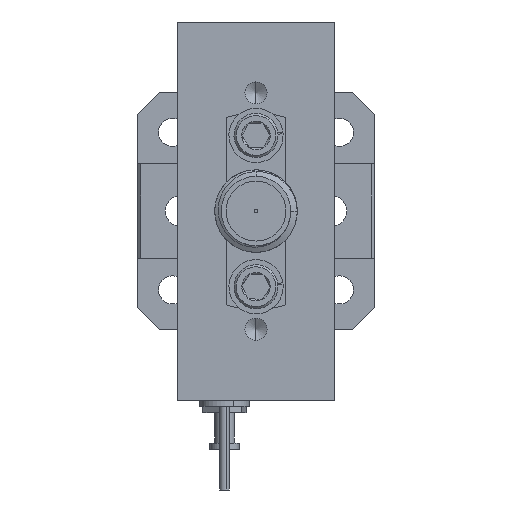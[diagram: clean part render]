
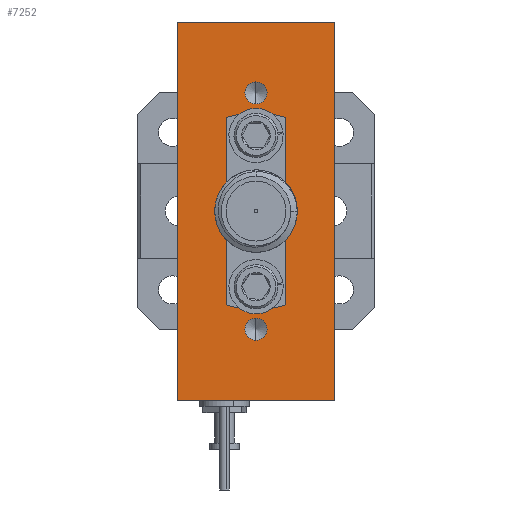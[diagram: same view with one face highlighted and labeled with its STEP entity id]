
A CAD part, left-side view. The second image highlights one B-rep face of the part: STEP entity #7252.
In plain terms, the highlighted planar face has unit normal (-1, 0, 0).
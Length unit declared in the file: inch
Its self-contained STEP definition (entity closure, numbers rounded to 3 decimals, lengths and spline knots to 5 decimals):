
#283 = EDGE_LOOP ( 'NONE', ( #15494, #16372 ) ) ;
#345 = VECTOR ( 'NONE', #11752, 39.37008 ) ;
#423 = EDGE_CURVE ( 'NONE', #5861, #433, #13197, .T. ) ;
#433 = VERTEX_POINT ( 'NONE', #6361 ) ;
#571 = CARTESIAN_POINT ( 'NONE',  ( -0.6, 0.5, -0.6 ) ) ;
#738 = DIRECTION ( 'NONE',  ( 0., 0., 1. ) ) ;
#871 = DIRECTION ( 'NONE',  ( 0., 0., 1. ) ) ;
#967 = VERTEX_POINT ( 'NONE', #10022 ) ;
#1127 = EDGE_LOOP ( 'NONE', ( #13392, #3295 ) ) ;
#1171 = CARTESIAN_POINT ( 'NONE',  ( -0.6, 0.25, 0.205 ) ) ;
#1631 = CARTESIAN_POINT ( 'NONE',  ( -0.6, 0.25, -0.275 ) ) ;
#1664 = CARTESIAN_POINT ( 'NONE',  ( -0.6, 0.25, -0.014 ) ) ;
#1792 = CARTESIAN_POINT ( 'NONE',  ( -0.6, 0.25, -0.41 ) ) ;
#1923 = DIRECTION ( 'NONE',  ( -1., 0., 0. ) ) ;
#2103 = CARTESIAN_POINT ( 'NONE',  ( -0.6, 0.25, -0.24 ) ) ;
#2194 = DIRECTION ( 'NONE',  ( 0., 0., 1. ) ) ;
#2292 = DIRECTION ( 'NONE',  ( -1., 0., 0. ) ) ;
#2397 = CARTESIAN_POINT ( 'NONE',  ( -0.6, 0.25, 0.24 ) ) ;
#2588 = CIRCLE ( 'NONE', #11563, 0.035 ) ;
#2594 = EDGE_CURVE ( 'NONE', #3458, #15423, #2588, .T. ) ;
#2727 = DIRECTION ( 'NONE',  ( -1., 0., 0. ) ) ;
#2845 = CARTESIAN_POINT ( 'NONE',  ( -0.6, 0.25, 0. ) ) ;
#2929 = CARTESIAN_POINT ( 'NONE',  ( -0.6, 0.5, 0.6 ) ) ;
#3051 = DIRECTION ( 'NONE',  ( 0., 0., 1. ) ) ;
#3193 = ORIENTED_EDGE ( 'NONE', *, *, #11031, .T. ) ;
#3295 = ORIENTED_EDGE ( 'NONE', *, *, #423, .F. ) ;
#3301 = AXIS2_PLACEMENT_3D ( 'NONE', #13071, #13259, #738 ) ;
#3342 = ORIENTED_EDGE ( 'NONE', *, *, #5456, .F. ) ;
#3395 = EDGE_CURVE ( 'NONE', #12858, #8085, #14610, .T. ) ;
#3458 = VERTEX_POINT ( 'NONE', #1171 ) ;
#3542 = AXIS2_PLACEMENT_3D ( 'NONE', #2397, #7915, #5625 ) ;
#3744 = CARTESIAN_POINT ( 'NONE',  ( -0.6, 0.25, -0.205 ) ) ;
#4022 = AXIS2_PLACEMENT_3D ( 'NONE', #10411, #11993, #2194 ) ;
#4409 = CIRCLE ( 'NONE', #16901, 0.035 ) ;
#4416 = ORIENTED_EDGE ( 'NONE', *, *, #10688, .T. ) ;
#4484 = DIRECTION ( 'NONE',  ( 0., 0., 1. ) ) ;
#4841 = EDGE_CURVE ( 'NONE', #15423, #3458, #5289, .T. ) ;
#5106 = ORIENTED_EDGE ( 'NONE', *, *, #14547, .F. ) ;
#5260 = DIRECTION ( 'NONE',  ( 1., 0., 0. ) ) ;
#5289 = CIRCLE ( 'NONE', #3542, 0.035 ) ;
#5313 = CARTESIAN_POINT ( 'NONE',  ( -0.6, 0.25, 0.34 ) ) ;
#5456 = EDGE_CURVE ( 'NONE', #10038, #15262, #4409, .T. ) ;
#5476 = DIRECTION ( 'NONE',  ( 0., 0., 1. ) ) ;
#5512 = AXIS2_PLACEMENT_3D ( 'NONE', #10677, #5260, #14834 ) ;
#5576 = CIRCLE ( 'NONE', #8191, 0.014 ) ;
#5625 = DIRECTION ( 'NONE',  ( 0., 0., 1. ) ) ;
#5814 = DIRECTION ( 'NONE',  ( 0., -1., 0. ) ) ;
#5861 = VERTEX_POINT ( 'NONE', #5313 ) ;
#6002 = CIRCLE ( 'NONE', #15551, 0.014 ) ;
#6242 = DIRECTION ( 'NONE',  ( -1., 0., 0. ) ) ;
#6361 = CARTESIAN_POINT ( 'NONE',  ( -0.6, 0.25, 0.41 ) ) ;
#6474 = VERTEX_POINT ( 'NONE', #10193 ) ;
#6478 = CARTESIAN_POINT ( 'NONE',  ( -0.6, 0.25, 0.375 ) ) ;
#7101 = ORIENTED_EDGE ( 'NONE', *, *, #14523, .F. ) ;
#7252 = ADVANCED_FACE ( 'NONE', ( #10548, #15505, #15709, #10116, #16147, #11872 ), #9252, .F. ) ;
#7598 = EDGE_CURVE ( 'NONE', #8022, #8356, #5576, .T. ) ;
#7658 = CARTESIAN_POINT ( 'NONE',  ( -0.6, 0.25, -0.24 ) ) ;
#7915 = DIRECTION ( 'NONE',  ( -1., 0., 0. ) ) ;
#8022 = VERTEX_POINT ( 'NONE', #13003 ) ;
#8085 = VERTEX_POINT ( 'NONE', #10386 ) ;
#8109 = ORIENTED_EDGE ( 'NONE', *, *, #9334, .F. ) ;
#8191 = AXIS2_PLACEMENT_3D ( 'NONE', #2845, #2727, #5476 ) ;
#8229 = EDGE_LOOP ( 'NONE', ( #3193, #5106, #7101, #4416 ) ) ;
#8356 = VERTEX_POINT ( 'NONE', #1664 ) ;
#8480 = EDGE_CURVE ( 'NONE', #8356, #8022, #6002, .T. ) ;
#8517 = CARTESIAN_POINT ( 'NONE',  ( -0.6, 0.5, 0.6 ) ) ;
#8580 = DIRECTION ( 'NONE',  ( -1., 0., 0. ) ) ;
#8940 = EDGE_CURVE ( 'NONE', #8085, #12858, #17386, .T. ) ;
#9186 = DIRECTION ( 'NONE',  ( -1., 0., 0. ) ) ;
#9252 = PLANE ( 'NONE',  #5512 ) ;
#9334 = EDGE_CURVE ( 'NONE', #15262, #10038, #9401, .T. ) ;
#9401 = CIRCLE ( 'NONE', #11432, 0.035 ) ;
#9801 = LINE ( 'NONE', #571, #11540 ) ;
#10022 = CARTESIAN_POINT ( 'NONE',  ( -0.6, 0., -0.6 ) ) ;
#10038 = VERTEX_POINT ( 'NONE', #1631 ) ;
#10116 = FACE_BOUND ( 'NONE', #1127, .T. ) ;
#10193 = CARTESIAN_POINT ( 'NONE',  ( -0.6, 0., 0.6 ) ) ;
#10386 = CARTESIAN_POINT ( 'NONE',  ( -0.6, 0.25, -0.34 ) ) ;
#10411 = CARTESIAN_POINT ( 'NONE',  ( -0.6, 0.25, -0.375 ) ) ;
#10436 = DIRECTION ( 'NONE',  ( 0., 0., 1. ) ) ;
#10548 = FACE_BOUND ( 'NONE', #16658, .T. ) ;
#10558 = DIRECTION ( 'NONE',  ( 0., 0., 1. ) ) ;
#10650 = LINE ( 'NONE', #15963, #345 ) ;
#10677 = CARTESIAN_POINT ( 'NONE',  ( -0.6, 0.5, 0.6 ) ) ;
#10688 = EDGE_CURVE ( 'NONE', #16851, #967, #9801, .T. ) ;
#11031 = EDGE_CURVE ( 'NONE', #967, #6474, #10650, .T. ) ;
#11304 = LINE ( 'NONE', #8517, #14960 ) ;
#11432 = AXIS2_PLACEMENT_3D ( 'NONE', #2103, #1923, #13193 ) ;
#11540 = VECTOR ( 'NONE', #14169, 39.37008 ) ;
#11563 = AXIS2_PLACEMENT_3D ( 'NONE', #16824, #8580, #3051 ) ;
#11752 = DIRECTION ( 'NONE',  ( 0., 0., 1. ) ) ;
#11872 = FACE_OUTER_BOUND ( 'NONE', #8229, .T. ) ;
#11921 = CARTESIAN_POINT ( 'NONE',  ( -0.6, 0.5, 0.6 ) ) ;
#11993 = DIRECTION ( 'NONE',  ( -1., 0., 0. ) ) ;
#12303 = EDGE_LOOP ( 'NONE', ( #14629, #17212 ) ) ;
#12486 = EDGE_CURVE ( 'NONE', #433, #5861, #14074, .T. ) ;
#12858 = VERTEX_POINT ( 'NONE', #1792 ) ;
#13003 = CARTESIAN_POINT ( 'NONE',  ( -0.6, 0.25, 0.014 ) ) ;
#13071 = CARTESIAN_POINT ( 'NONE',  ( -0.6, 0.25, 0.375 ) ) ;
#13193 = DIRECTION ( 'NONE',  ( 0., 0., 1. ) ) ;
#13197 = CIRCLE ( 'NONE', #13877, 0.035 ) ;
#13238 = CARTESIAN_POINT ( 'NONE',  ( -0.6, 0.25, -0.375 ) ) ;
#13259 = DIRECTION ( 'NONE',  ( -1., 0., 0. ) ) ;
#13392 = ORIENTED_EDGE ( 'NONE', *, *, #12486, .F. ) ;
#13509 = CARTESIAN_POINT ( 'NONE',  ( -0.6, 0.25, 0. ) ) ;
#13682 = VECTOR ( 'NONE', #5814, 39.37008 ) ;
#13798 = CARTESIAN_POINT ( 'NONE',  ( -0.6, 0.25, 0.275 ) ) ;
#13877 = AXIS2_PLACEMENT_3D ( 'NONE', #6478, #9186, #10558 ) ;
#13991 = ORIENTED_EDGE ( 'NONE', *, *, #3395, .F. ) ;
#14074 = CIRCLE ( 'NONE', #3301, 0.035 ) ;
#14169 = DIRECTION ( 'NONE',  ( 0., -1., 0. ) ) ;
#14330 = CARTESIAN_POINT ( 'NONE',  ( -0.6, 0.5, -0.6 ) ) ;
#14523 = EDGE_CURVE ( 'NONE', #16851, #15739, #11304, .T. ) ;
#14547 = EDGE_CURVE ( 'NONE', #15739, #6474, #16683, .T. ) ;
#14610 = CIRCLE ( 'NONE', #14803, 0.035 ) ;
#14629 = ORIENTED_EDGE ( 'NONE', *, *, #7598, .F. ) ;
#14759 = DIRECTION ( 'NONE',  ( 0., 0., 1. ) ) ;
#14803 = AXIS2_PLACEMENT_3D ( 'NONE', #13238, #6242, #10436 ) ;
#14820 = DIRECTION ( 'NONE',  ( -1., 0., 0. ) ) ;
#14834 = DIRECTION ( 'NONE',  ( 0., 0., -1. ) ) ;
#14943 = EDGE_LOOP ( 'NONE', ( #16523, #13991 ) ) ;
#14960 = VECTOR ( 'NONE', #4484, 39.37008 ) ;
#15262 = VERTEX_POINT ( 'NONE', #3744 ) ;
#15423 = VERTEX_POINT ( 'NONE', #13798 ) ;
#15494 = ORIENTED_EDGE ( 'NONE', *, *, #4841, .F. ) ;
#15505 = FACE_BOUND ( 'NONE', #283, .T. ) ;
#15551 = AXIS2_PLACEMENT_3D ( 'NONE', #13509, #14820, #14759 ) ;
#15709 = FACE_BOUND ( 'NONE', #14943, .T. ) ;
#15739 = VERTEX_POINT ( 'NONE', #11921 ) ;
#15963 = CARTESIAN_POINT ( 'NONE',  ( -0.6, 0., 0.6 ) ) ;
#16147 = FACE_BOUND ( 'NONE', #12303, .T. ) ;
#16372 = ORIENTED_EDGE ( 'NONE', *, *, #2594, .F. ) ;
#16523 = ORIENTED_EDGE ( 'NONE', *, *, #8940, .F. ) ;
#16658 = EDGE_LOOP ( 'NONE', ( #8109, #3342 ) ) ;
#16683 = LINE ( 'NONE', #2929, #13682 ) ;
#16824 = CARTESIAN_POINT ( 'NONE',  ( -0.6, 0.25, 0.24 ) ) ;
#16851 = VERTEX_POINT ( 'NONE', #14330 ) ;
#16901 = AXIS2_PLACEMENT_3D ( 'NONE', #7658, #2292, #871 ) ;
#17212 = ORIENTED_EDGE ( 'NONE', *, *, #8480, .F. ) ;
#17386 = CIRCLE ( 'NONE', #4022, 0.035 ) ;
